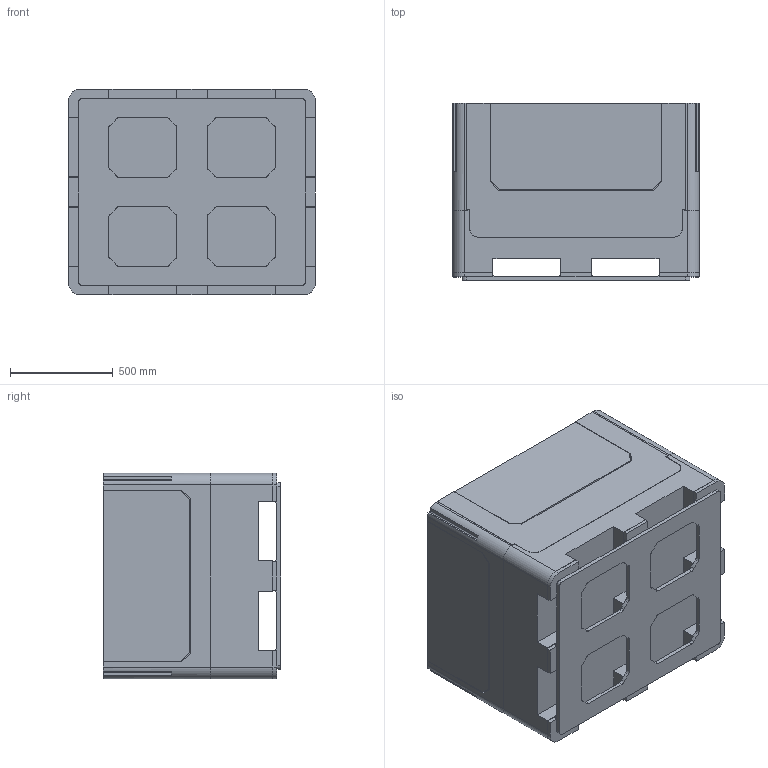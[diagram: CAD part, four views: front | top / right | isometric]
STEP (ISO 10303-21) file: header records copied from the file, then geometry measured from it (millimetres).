
FILE_DESCRIPTION((''),'2;1');
FILE_NAME('110131WSM_ASM','2025-06-20T15:12:14',('SYSTEM'),(''),'CREO PARAMETRIC BY PTC INC, 2023294','CREO PARAMETRIC BY PTC INC, 2023294','');
FILE_SCHEMA(('CONFIG_CONTROL_DESIGN'));
Length unit declared in the file: inch
Products named in the file (9): 86898SM; 86894SM; 137114SM_ASM; 86913SM; 86911SM; 86910SM; 86827SM; 86912SM; 110131WSM_ASM
Assembly tree (9 placements, depth 3):
  110131WSM_ASM
    137114SM_ASM
      86898SM
      86894SM
    86913SM
    86911SM
    86910SM  x2
    86827SM
    86912SM
Bounding box: 1200 x 863.6 x 1000 mm (x, y, z)
Volume: 196484129 mm3; surface area: 11609379.4 mm2
Topology: 8 solids, 8 shells, 402 faces, 1116 edges, 728 vertices
Faces by surface type: plane 281, cylinder 116, sphere 4, bspline 1
Entity records: 12429 total; most frequent: CARTESIAN_POINT 2469, ORIENTED_EDGE 2088, DIRECTION 1978, EDGE_CURVE 1044, VECTOR 820, LINE 820, VERTEX_POINT 684, AXIS2_PLACEMENT_3D 579
